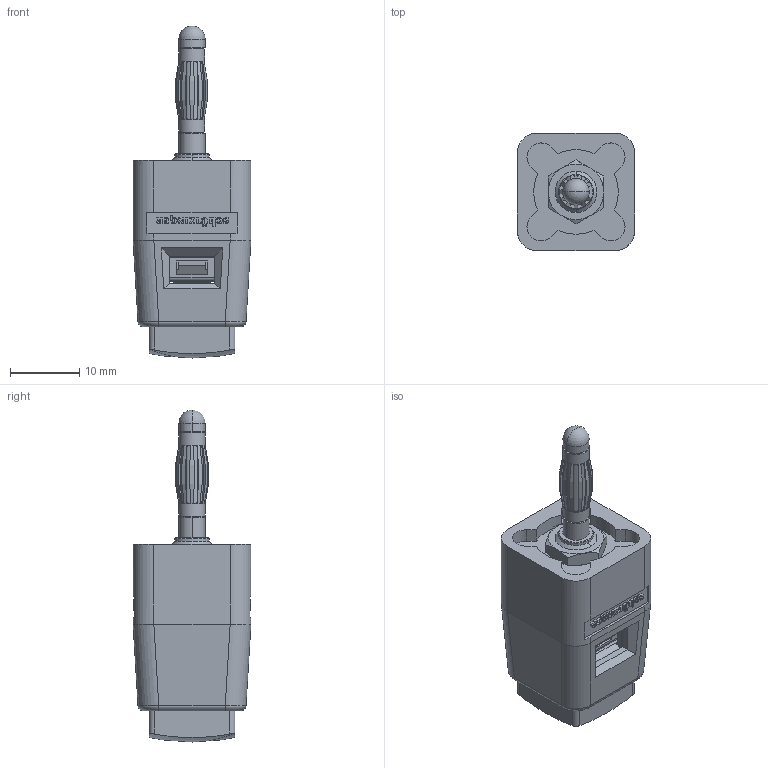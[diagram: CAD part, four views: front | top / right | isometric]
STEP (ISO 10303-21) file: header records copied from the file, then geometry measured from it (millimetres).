
FILE_DESCRIPTION((''),'2;1');
FILE_NAME('SDK502_1140_KUNDE','2016-04-19T',('tosc'),(''),'PRO/ENGINEER BY PARAMETRIC TECHNOLOGY CORPORATION, 2015110','PRO/ENGINEER BY PARAMETRIC TECHNOLOGY CORPORATION, 2015110','');
FILE_SCHEMA(('CONFIG_CONTROL_DESIGN'));
Products named in the file (1): SDK502_1140_KUNDE
Bounding box: 17 x 17 x 47.9 mm (x, y, z)
Surface area: 6373.4 mm2 (no closed solid volume)
Topology: 0 solids, 8 shells, 1018 faces, 2799 edges, 1777 vertices
Faces by surface type: plane 504, extrusion 202, cylinder 173, bspline 105, cone 24, torus 6, sphere 4
Entity records: 55762 total; most frequent: CARTESIAN_POINT 24733, ORIENTED_EDGE 5534, DIRECTION 3936, EDGE_CURVE 2767, VERTEX_POINT 1777, VECTOR 1764, LINE 1562, PRESENTATION_STYLE_ASSIGNMENT 1109
